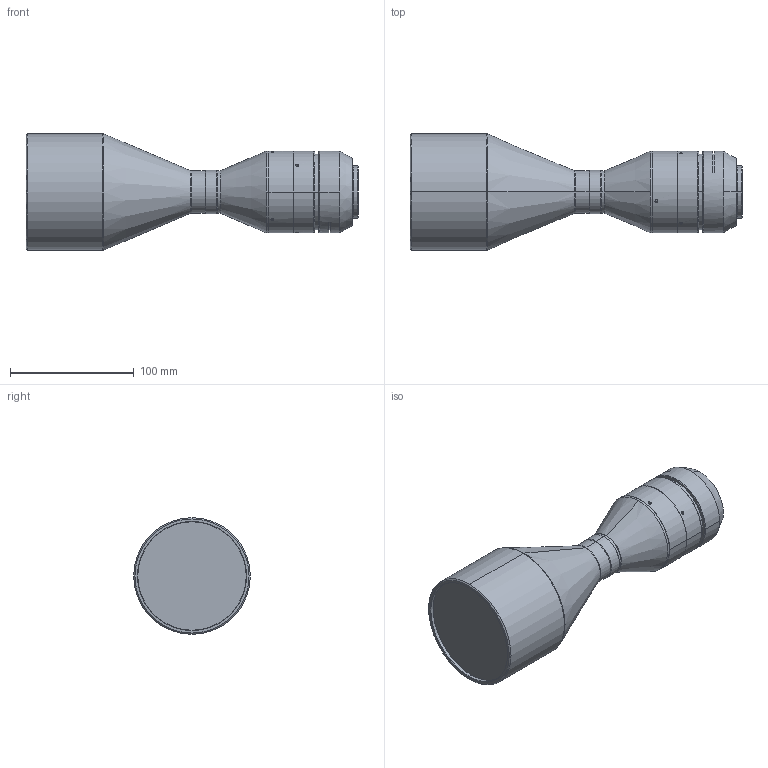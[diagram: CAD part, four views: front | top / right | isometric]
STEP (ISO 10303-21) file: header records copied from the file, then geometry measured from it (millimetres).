
FILE_DESCRIPTION (( 'STEP AP203' ), '1' );
FILE_NAME ('DTCM175-72-M58-AL.STEP', '2019-11-14T07:46:26', ( 'Windows 蚚誧' ), ( '' ), 'SwSTEP 2.0', 'SolidWorks 2017', '' );
FILE_SCHEMA (( 'CONFIG_CONTROL_DESIGN' ));
Length unit declared in the file: millimetre
Products named in the file (1): DTCM175-72-M58-AL
Bounding box: 267.76 x 94 x 94 mm (x, y, z)
Volume: 990895 mm3; surface area: 69973.5 mm2
Topology: 1 solids, 1 shells, 111 faces, 267 edges, 168 vertices
Faces by surface type: cylinder 44, cone 40, plane 21, bspline 6
Entity records: 3898 total; most frequent: CARTESIAN_POINT 1267, DIRECTION 547, ORIENTED_EDGE 526, EDGE_CURVE 263, AXIS2_PLACEMENT_3D 228, VERTEX_POINT 168, EDGE_LOOP 127, CIRCLE 122
